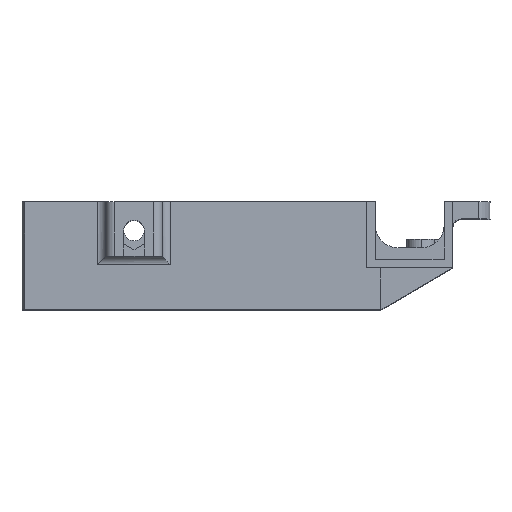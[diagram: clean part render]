
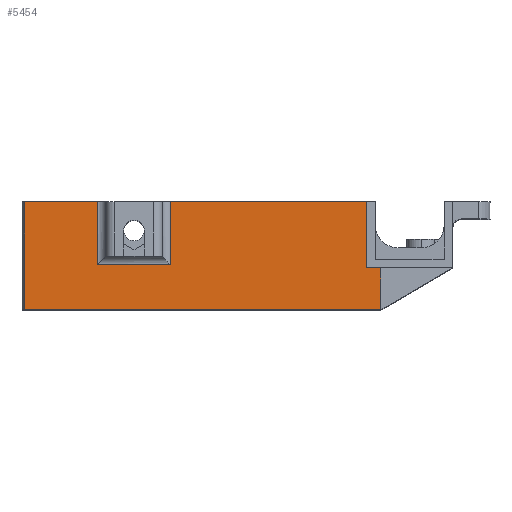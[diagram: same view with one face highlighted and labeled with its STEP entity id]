
A CAD part, top view. The second image highlights one B-rep face of the part: STEP entity #5454.
In plain terms, the highlighted planar face has unit normal (0, 0, 1).
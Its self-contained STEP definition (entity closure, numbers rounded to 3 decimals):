
#873 = DIRECTION ( 'NONE',  ( 0., 0., 1. ) ) ;
#1336 = VECTOR ( 'NONE', #19504, 1000. ) ;
#2011 = VECTOR ( 'NONE', #14935, 1000. ) ;
#2492 = CARTESIAN_POINT ( 'NONE',  ( 42.07, 62.628, 24.265 ) ) ;
#2950 = VECTOR ( 'NONE', #8690, 1000. ) ;
#3821 = VERTEX_POINT ( 'NONE', #10048 ) ;
#3936 = VERTEX_POINT ( 'NONE', #28578 ) ;
#4192 = VERTEX_POINT ( 'NONE', #23682 ) ;
#4535 = VECTOR ( 'NONE', #13849, 1000. ) ;
#4681 = VECTOR ( 'NONE', #26717, 1000. ) ;
#4977 = LINE ( 'NONE', #20797, #28119 ) ;
#5023 = LINE ( 'NONE', #18916, #13779 ) ;
#5375 = LINE ( 'NONE', #11515, #9547 ) ;
#5454 = ADVANCED_FACE ( 'NONE', ( #24989 ), #27673, .T. ) ;
#5524 = DIRECTION ( 'NONE',  ( 0., 1., 0. ) ) ;
#5627 = CARTESIAN_POINT ( 'NONE',  ( 87.47, 62.128, 24.265 ) ) ;
#5781 = ORIENTED_EDGE ( 'NONE', *, *, #26481, .F. ) ;
#6565 = VECTOR ( 'NONE', #19791, 1000. ) ;
#7586 = DIRECTION ( 'NONE',  ( 1., 0., 0. ) ) ;
#7679 = LINE ( 'NONE', #2492, #4535 ) ;
#8001 = CARTESIAN_POINT ( 'NONE',  ( 40.57, 73.628, 24.265 ) ) ;
#8160 = CARTESIAN_POINT ( 'NONE',  ( 27.97, 54.828, 24.265 ) ) ;
#8368 = CARTESIAN_POINT ( 'NONE',  ( 89.97, 54.828, 24.265 ) ) ;
#8471 = CARTESIAN_POINT ( 'NONE',  ( 87.47, 73.628, 24.265 ) ) ;
#8530 = EDGE_CURVE ( 'NONE', #3936, #4192, #4977, .T. ) ;
#8654 = EDGE_LOOP ( 'NONE', ( #20397, #9338, #20429, #5781, #22032, #8686, #8889, #14896, #25583, #11592 ) ) ;
#8686 = ORIENTED_EDGE ( 'NONE', *, *, #13153, .T. ) ;
#8690 = DIRECTION ( 'NONE',  ( 0., 1., 0. ) ) ;
#8889 = ORIENTED_EDGE ( 'NONE', *, *, #24317, .T. ) ;
#9338 = ORIENTED_EDGE ( 'NONE', *, *, #16429, .T. ) ;
#9341 = LINE ( 'NONE', #12454, #1336 ) ;
#9547 = VECTOR ( 'NONE', #13592, 1000. ) ;
#9607 = LINE ( 'NONE', #21904, #2950 ) ;
#10048 = CARTESIAN_POINT ( 'NONE',  ( 87.47, 62.128, 24.265 ) ) ;
#10213 = EDGE_CURVE ( 'NONE', #4192, #24834, #7679, .T. ) ;
#10445 = VERTEX_POINT ( 'NONE', #8160 ) ;
#10617 = LINE ( 'NONE', #10811, #21840 ) ;
#10622 = LINE ( 'NONE', #8471, #4681 ) ;
#10678 = CARTESIAN_POINT ( 'NONE',  ( 27.97, 73.628, 24.265 ) ) ;
#10811 = CARTESIAN_POINT ( 'NONE',  ( 40.57, 54.828, 24.265 ) ) ;
#11358 = VERTEX_POINT ( 'NONE', #8001 ) ;
#11515 = CARTESIAN_POINT ( 'NONE',  ( 87.47, 54.828, 24.265 ) ) ;
#11592 = ORIENTED_EDGE ( 'NONE', *, *, #8530, .T. ) ;
#11955 = VERTEX_POINT ( 'NONE', #8368 ) ;
#11959 = CARTESIAN_POINT ( 'NONE',  ( 87.47, 54.828, 24.265 ) ) ;
#12454 = CARTESIAN_POINT ( 'NONE',  ( 87.47, 54.828, 24.265 ) ) ;
#13153 = EDGE_CURVE ( 'NONE', #11955, #14473, #9607, .T. ) ;
#13169 = CARTESIAN_POINT ( 'NONE',  ( 87.47, 73.628, 24.265 ) ) ;
#13592 = DIRECTION ( 'NONE',  ( -1., 0., 0. ) ) ;
#13779 = VECTOR ( 'NONE', #5524, 1000. ) ;
#13849 = DIRECTION ( 'NONE',  ( -1., 0., 0. ) ) ;
#14100 = AXIS2_PLACEMENT_3D ( 'NONE', #11959, #873, #7586 ) ;
#14356 = EDGE_CURVE ( 'NONE', #11955, #10445, #5375, .T. ) ;
#14455 = DIRECTION ( 'NONE',  ( 0., -1., 0. ) ) ;
#14473 = VERTEX_POINT ( 'NONE', #18564 ) ;
#14896 = ORIENTED_EDGE ( 'NONE', *, *, #19996, .T. ) ;
#14935 = DIRECTION ( 'NONE',  ( -1., 0., 0. ) ) ;
#16429 = EDGE_CURVE ( 'NONE', #24834, #11358, #10617, .T. ) ;
#16978 = CARTESIAN_POINT ( 'NONE',  ( 87.47, 73.628, 24.265 ) ) ;
#18425 = LINE ( 'NONE', #5627, #2011 ) ;
#18564 = CARTESIAN_POINT ( 'NONE',  ( 89.97, 62.128, 24.265 ) ) ;
#18916 = CARTESIAN_POINT ( 'NONE',  ( 27.97, 54.828, 24.265 ) ) ;
#19504 = DIRECTION ( 'NONE',  ( 0., 1., 0. ) ) ;
#19791 = DIRECTION ( 'NONE',  ( -1., 0., 0. ) ) ;
#19996 = EDGE_CURVE ( 'NONE', #3821, #27429, #9341, .T. ) ;
#20119 = EDGE_CURVE ( 'NONE', #11358, #20152, #27233, .T. ) ;
#20152 = VERTEX_POINT ( 'NONE', #10678 ) ;
#20397 = ORIENTED_EDGE ( 'NONE', *, *, #10213, .T. ) ;
#20429 = ORIENTED_EDGE ( 'NONE', *, *, #20119, .T. ) ;
#20797 = CARTESIAN_POINT ( 'NONE',  ( 53.37, 54.828, 24.265 ) ) ;
#21840 = VECTOR ( 'NONE', #28784, 1000. ) ;
#21904 = CARTESIAN_POINT ( 'NONE',  ( 89.97, 47.395, 24.265 ) ) ;
#22032 = ORIENTED_EDGE ( 'NONE', *, *, #14356, .F. ) ;
#23682 = CARTESIAN_POINT ( 'NONE',  ( 53.37, 62.628, 24.265 ) ) ;
#23725 = CARTESIAN_POINT ( 'NONE',  ( 40.57, 62.628, 24.265 ) ) ;
#24317 = EDGE_CURVE ( 'NONE', #14473, #3821, #18425, .T. ) ;
#24834 = VERTEX_POINT ( 'NONE', #23725 ) ;
#24989 = FACE_OUTER_BOUND ( 'NONE', #8654, .T. ) ;
#25583 = ORIENTED_EDGE ( 'NONE', *, *, #26011, .T. ) ;
#26011 = EDGE_CURVE ( 'NONE', #27429, #3936, #10622, .T. ) ;
#26481 = EDGE_CURVE ( 'NONE', #10445, #20152, #5023, .T. ) ;
#26717 = DIRECTION ( 'NONE',  ( -1., 0., 0. ) ) ;
#27233 = LINE ( 'NONE', #16978, #6565 ) ;
#27429 = VERTEX_POINT ( 'NONE', #13169 ) ;
#27673 = PLANE ( 'NONE',  #14100 ) ;
#28119 = VECTOR ( 'NONE', #14455, 1000. ) ;
#28578 = CARTESIAN_POINT ( 'NONE',  ( 53.37, 73.628, 24.265 ) ) ;
#28784 = DIRECTION ( 'NONE',  ( 0., 1., 0. ) ) ;
